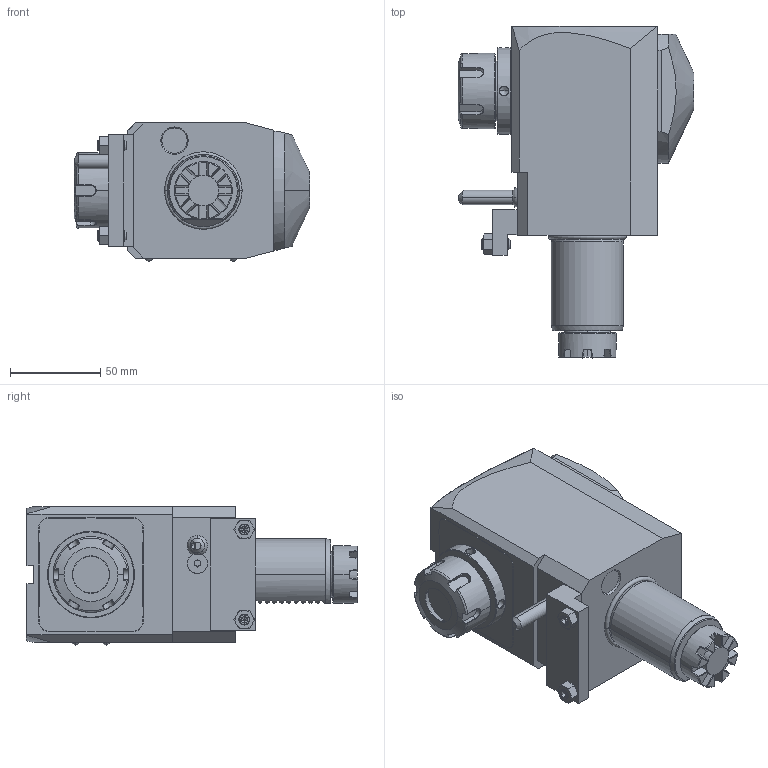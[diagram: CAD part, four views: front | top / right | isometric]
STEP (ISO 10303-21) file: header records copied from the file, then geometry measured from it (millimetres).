
FILE_DESCRIPTION((''),'2;1');
FILE_NAME('NGT1_40_241_25_1_2_80D','2017-03-10T',('vali'),('NOVA GRUP'),'PRO/ENGINEER BY PARAMETRIC TECHNOLOGY CORPORATION, 2010280','PRO/ENGINEER BY PARAMETRIC TECHNOLOGY CORPORATION, 2010280','');
FILE_SCHEMA(('CONFIG_CONTROL_DESIGN'));
Length unit declared in the file: millimetre
Products named in the file (1): NGT1_40_241_25_1_2_80D
Bounding box: 130.6 x 184 x 76.6 mm (x, y, z)
Volume: 869334 mm3; surface area: 71341.1 mm2
Topology: 1 solids, 1 shells, 496 faces, 1267 edges, 785 vertices
Faces by surface type: plane 208, cone 107, cylinder 89, bspline 70, torus 14, sphere 6, extrusion 2
Entity records: 20391 total; most frequent: CARTESIAN_POINT 9397, ORIENTED_EDGE 2502, DIRECTION 1905, EDGE_CURVE 1251, VERTEX_POINT 785, AXIS2_PLACEMENT_3D 697, EDGE_LOOP 526, VECTOR 511
